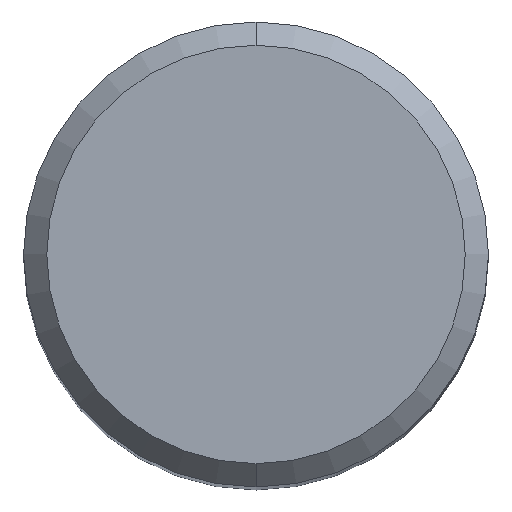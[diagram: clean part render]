
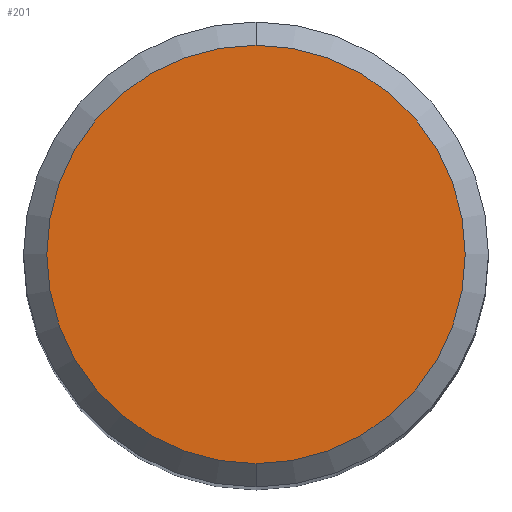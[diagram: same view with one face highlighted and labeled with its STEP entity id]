
A CAD part, top view. The second image highlights one B-rep face of the part: STEP entity #201.
In plain terms, the highlighted planar face has unit normal (0, 0, 1).
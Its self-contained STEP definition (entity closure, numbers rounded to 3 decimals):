
#201=ADVANCED_FACE('',(#503),#504,.T.);
#227=EDGE_CURVE('',#449,#433,#531,.T.);
#253=EDGE_CURVE('',#433,#449,#560,.T.);
#433=VERTEX_POINT('',#759);
#449=VERTEX_POINT('',#777);
#503=FACE_OUTER_BOUND('',#881,.T.);
#504=PLANE('',#882);
#531=CIRCLE('',#948,4.5);
#560=CIRCLE('',#1009,4.5);
#759=CARTESIAN_POINT('',(0.,-4.5,0.0));
#777=CARTESIAN_POINT('',(0.0,4.5,0.0));
#881=EDGE_LOOP('',(#1474,#1475));
#882=AXIS2_PLACEMENT_3D('',#1476,#1477,#1478);
#948=AXIS2_PLACEMENT_3D('',#1501,#1502,#1503);
#1009=AXIS2_PLACEMENT_3D('',#1542,#1543,#1544);
#1474=ORIENTED_EDGE('',*,*,#227,.F.);
#1475=ORIENTED_EDGE('',*,*,#253,.F.);
#1476=CARTESIAN_POINT('',(0.0,2.25,0.0));
#1477=DIRECTION('',(-0.0,0.0,1.0));
#1478=DIRECTION('',(0.0,-1.0,0.0));
#1501=CARTESIAN_POINT('',(0.0,0.0,0.0));
#1502=DIRECTION('',(0.0,0.0,-1.0));
#1503=DIRECTION('',(0.0,1.0,0.0));
#1542=CARTESIAN_POINT('',(0.0,0.0,0.0));
#1543=DIRECTION('',(0.0,0.0,-1.0));
#1544=DIRECTION('',(0.0,1.0,0.0));
